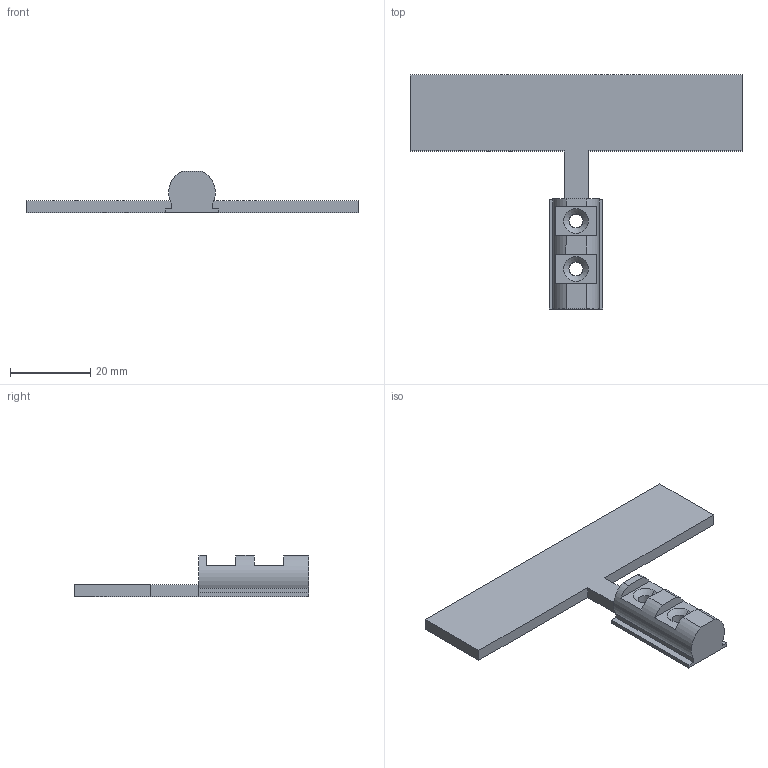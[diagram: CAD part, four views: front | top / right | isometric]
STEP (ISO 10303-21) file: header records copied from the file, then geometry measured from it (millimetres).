
FILE_DESCRIPTION (( 'STEP AP203' ), '1' );
FILE_NAME ('Grundkörper für Auflaufkulisse.STEP', '2025-07-23T12:02:34', ( '' ), ( '' ), 'SwSTEP 2.0', 'SolidWorks 2023', '' );
FILE_SCHEMA (( 'CONFIG_CONTROL_DESIGN' ));
Length unit declared in the file: millimetre
Products named in the file (1): Grundkörper für Auflaufkulisse
Bounding box: 83 x 58.5 x 10.29 mm (x, y, z)
Volume: 7451.1 mm3; surface area: 5588.7 mm2
Topology: 1 solids, 1 shells, 42 faces, 110 edges, 72 vertices
Faces by surface type: plane 28, cylinder 10, cone 4
Entity records: 1379 total; most frequent: DIRECTION 228, CARTESIAN_POINT 225, ORIENTED_EDGE 220, EDGE_CURVE 110, LINE 78, VECTOR 78, AXIS2_PLACEMENT_3D 75, VERTEX_POINT 72
